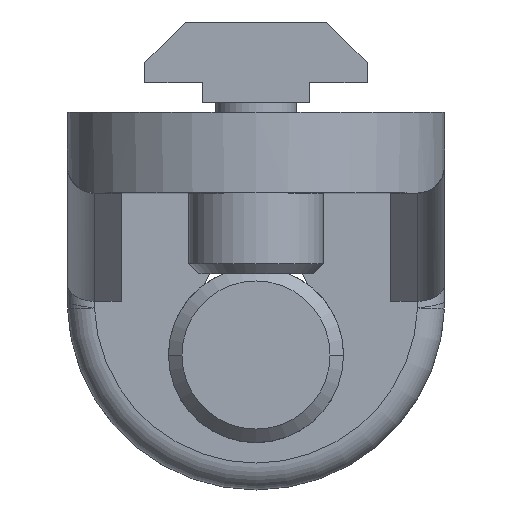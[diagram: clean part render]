
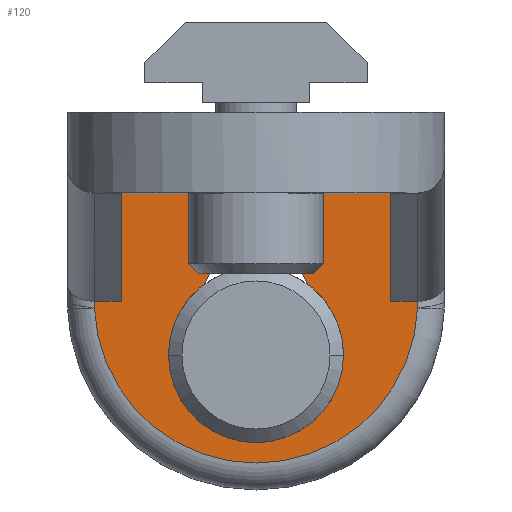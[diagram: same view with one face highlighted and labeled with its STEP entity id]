
A CAD part, top view. The second image highlights one B-rep face of the part: STEP entity #120.
In plain terms, the highlighted planar face has unit normal (0, 0, 1).
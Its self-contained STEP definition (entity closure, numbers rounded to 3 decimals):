
#120=ADVANCED_FACE('1310',(#291,#292),#293,.F.);
#291=FACE_OUTER_BOUND('',#726,.T.);
#292=FACE_BOUND('',#727,.T.);
#293=PLANE('',#728);
#726=EDGE_LOOP('',(#1016,#1017,#1018,#1019,#1020,#1021,#1022,#1023));
#727=EDGE_LOOP('',(#1024,#1025,#1026,#1027));
#728=AXIS2_PLACEMENT_3D('',#1028,#1029,#1030);
#1016=ORIENTED_EDGE('',*,*,#1568,.F.);
#1017=ORIENTED_EDGE('',*,*,#1575,.F.);
#1018=ORIENTED_EDGE('',*,*,#1576,.F.);
#1019=ORIENTED_EDGE('',*,*,#1577,.F.);
#1020=ORIENTED_EDGE('',*,*,#1578,.T.);
#1021=ORIENTED_EDGE('',*,*,#1579,.F.);
#1022=ORIENTED_EDGE('',*,*,#1536,.F.);
#1023=ORIENTED_EDGE('',*,*,#1573,.T.);
#1024=ORIENTED_EDGE('',*,*,#1580,.F.);
#1025=ORIENTED_EDGE('',*,*,#1581,.F.);
#1026=ORIENTED_EDGE('',*,*,#1582,.F.);
#1027=ORIENTED_EDGE('',*,*,#1583,.F.);
#1028=CARTESIAN_POINT('',(-16.8,-14.0,6.0));
#1029=DIRECTION('',(0.0,0.0,-1.0));
#1030=DIRECTION('',(-0.0,1.0,0.0));
#1536=EDGE_CURVE('3440',#1787,#1791,#1792,.T.);
#1568=EDGE_CURVE('3442',#1837,#1841,#1842,.T.);
#1573=EDGE_CURVE('3433',#1787,#1841,#1847,.T.);
#1575=EDGE_CURVE('2121',#1849,#1837,#1850,.T.);
#1576=EDGE_CURVE('1384',#1851,#1849,#1852,.T.);
#1577=EDGE_CURVE('1372',#1853,#1851,#1854,.T.);
#1578=EDGE_CURVE('1382',#1853,#1855,#1856,.T.);
#1579=EDGE_CURVE('2120',#1791,#1855,#1857,.T.);
#1580=EDGE_CURVE('3186',#1858,#1859,#1860,.T.);
#1581=EDGE_CURVE('3192',#1861,#1858,#1862,.T.);
#1582=EDGE_CURVE('3185',#1863,#1861,#1864,.T.);
#1583=EDGE_CURVE('3184',#1859,#1863,#1865,.T.);
#1787=VERTEX_POINT('',#2196);
#1791=VERTEX_POINT('',#2224);
#1792=LINE('',#2225,#2226);
#1837=VERTEX_POINT('',#2383);
#1841=VERTEX_POINT('',#2424);
#1842=LINE('',#2425,#2426);
#1847=CIRCLE('',#2455,12.01);
#1849=VERTEX_POINT('',#2457);
#1850=LINE('',#2458,#2459);
#1851=VERTEX_POINT('',#2460);
#1852=LINE('',#2461,#2462);
#1853=VERTEX_POINT('',#2463);
#1854=LINE('',#2464,#2465);
#1855=VERTEX_POINT('',#2466);
#1856=LINE('',#2467,#2468);
#1857=LINE('',#2469,#2470);
#1858=VERTEX_POINT('',#2471);
#1859=VERTEX_POINT('',#2472);
#1860=CIRCLE('',#2473,6.5);
#1861=VERTEX_POINT('',#2474);
#1862=CIRCLE('',#2475,4.1);
#1863=VERTEX_POINT('',#2476);
#1864=CIRCLE('',#2477,6.5);
#1865=CIRCLE('',#2478,6.5);
#2196=CARTESIAN_POINT('',(-12.0,-14.49,6.0));
#2224=CARTESIAN_POINT('',(-12.0,-14.0,6.0));
#2225=CARTESIAN_POINT('',(-12.0,-14.49,6.0));
#2226=VECTOR('',#2868,0.49);
#2383=CARTESIAN_POINT('',(12.0,-14.0,6.0));
#2424=CARTESIAN_POINT('',(12.,-14.49,6.0));
#2425=CARTESIAN_POINT('',(12.0,-14.0,6.0));
#2426=VECTOR('',#2900,0.49);
#2455=AXIS2_PLACEMENT_3D('',#2904,#2905,#2906);
#2457=CARTESIAN_POINT('',(10.0,-14.0,6.0));
#2458=CARTESIAN_POINT('',(10.0,-14.0,6.0));
#2459=VECTOR('',#2907,2.0);
#2460=CARTESIAN_POINT('',(10.0,-6.0,6.0));
#2461=CARTESIAN_POINT('',(10.0,-6.0,6.0));
#2462=VECTOR('',#2908,8.0);
#2463=CARTESIAN_POINT('',(-10.0,-6.0,6.0));
#2464=CARTESIAN_POINT('',(-10.0,-6.0,6.0));
#2465=VECTOR('',#2909,20.0);
#2466=CARTESIAN_POINT('',(-10.0,-14.0,6.0));
#2467=CARTESIAN_POINT('',(-10.0,-6.0,6.0));
#2468=VECTOR('',#2910,8.0);
#2469=CARTESIAN_POINT('',(-12.0,-14.0,6.0));
#2470=VECTOR('',#2911,2.0);
#2471=CARTESIAN_POINT('',(-3.836,-12.753,6.0));
#2472=CARTESIAN_POINT('',(-6.5,-18.0,6.0));
#2473=AXIS2_PLACEMENT_3D('',#2912,#2913,#2914);
#2474=CARTESIAN_POINT('',(3.836,-12.753,6.0));
#2475=AXIS2_PLACEMENT_3D('',#2915,#2916,#2917);
#2476=CARTESIAN_POINT('',(6.5,-18.0,6.0));
#2477=AXIS2_PLACEMENT_3D('',#2918,#2919,#2920);
#2478=AXIS2_PLACEMENT_3D('',#2921,#2922,#2923);
#2868=DIRECTION('',(0.0,1.0,0.0));
#2900=DIRECTION('',(0.0,-1.0,0.0));
#2904=CARTESIAN_POINT('',(0.0,-14.0,6.0));
#2905=DIRECTION('',(0.0,0.0,1.0));
#2906=DIRECTION('',(-0.999,-0.041,0.0));
#2907=DIRECTION('',(1.0,0.0,0.0));
#2908=DIRECTION('',(0.0,-1.0,0.0));
#2909=DIRECTION('',(1.0,0.0,0.0));
#2910=DIRECTION('',(0.0,-1.0,0.0));
#2911=DIRECTION('',(1.0,0.0,0.0));
#2912=CARTESIAN_POINT('',(0.0,-18.0,6.0));
#2913=DIRECTION('',(0.0,0.0,1.0));
#2914=DIRECTION('',(-0.59,0.807,0.0));
#2915=CARTESIAN_POINT('',(0.0,-14.2,6.0));
#2916=DIRECTION('',(0.0,-0.0,1.0));
#2917=DIRECTION('',(0.936,0.353,0.0));
#2918=CARTESIAN_POINT('',(0.0,-18.0,6.0));
#2919=DIRECTION('',(0.0,0.0,1.0));
#2920=DIRECTION('',(1.0,0.0,0.0));
#2921=CARTESIAN_POINT('',(0.0,-18.0,6.0));
#2922=DIRECTION('',(0.0,0.0,1.0));
#2923=DIRECTION('',(-1.0,0.0,0.0));
